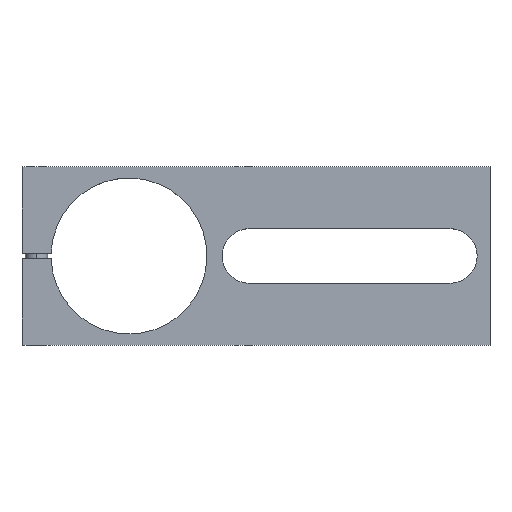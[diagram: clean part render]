
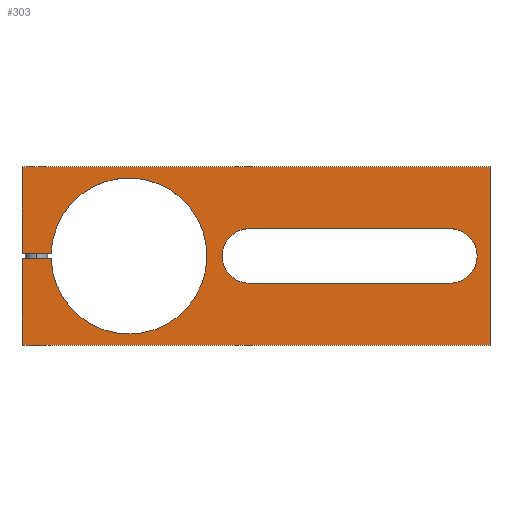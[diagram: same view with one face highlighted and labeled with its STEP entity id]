
A CAD part, top view. The second image highlights one B-rep face of the part: STEP entity #303.
In plain terms, the highlighted planar face has unit normal (0, 0, 1).
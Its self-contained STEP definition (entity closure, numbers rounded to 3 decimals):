
#303=ADVANCED_FACE('',(#725,#726),#727,.T.);
#353=EDGE_CURVE('',#553,#493,#781,.T.);
#357=EDGE_CURVE('',#575,#565,#787,.T.);
#361=EDGE_CURVE('',#387,#465,#791,.T.);
#373=EDGE_CURVE('',#399,#387,#803,.T.);
#387=VERTEX_POINT('',#819);
#395=EDGE_CURVE('',#533,#399,#827,.T.);
#399=VERTEX_POINT('',#831);
#405=EDGE_CURVE('',#421,#473,#838,.T.);
#413=VERTEX_POINT('',#848);
#421=VERTEX_POINT('',#857);
#425=EDGE_CURVE('',#437,#421,#862,.T.);
#433=EDGE_CURVE('',#413,#437,#870,.T.);
#437=VERTEX_POINT('',#874);
#459=EDGE_CURVE('',#473,#413,#897,.T.);
#465=VERTEX_POINT('',#903);
#473=VERTEX_POINT('',#912);
#489=EDGE_CURVE('',#493,#533,#929,.T.);
#493=VERTEX_POINT('',#933);
#509=VERTEX_POINT('',#954);
#533=VERTEX_POINT('',#979);
#553=VERTEX_POINT('',#1001);
#555=EDGE_CURVE('',#565,#553,#1003,.T.);
#565=VERTEX_POINT('',#1013);
#569=EDGE_CURVE('',#465,#509,#1018,.T.);
#573=EDGE_CURVE('',#509,#575,#1022,.T.);
#575=VERTEX_POINT('',#1024);
#725=FACE_BOUND('',#1210,.T.);
#726=FACE_OUTER_BOUND('',#1211,.T.);
#727=PLANE('',#1212);
#781=LINE('',#1294,#1295);
#787=LINE('',#1302,#1303);
#791=CIRCLE('',#1308,35.0);
#803=LINE('',#1337,#1338);
#819=CARTESIAN_POINT('',(-34.978,-1.25,16.0));
#827=LINE('',#1379,#1380);
#831=CARTESIAN_POINT('',(-48.0,-1.25,16.0));
#838=LINE('',#1395,#1396);
#848=CARTESIAN_POINT('',(54.0,12.25,16.0));
#857=CARTESIAN_POINT('',(144.0,-12.25,16.0));
#862=CIRCLE('',#1422,12.25);
#870=LINE('',#1435,#1436);
#874=CARTESIAN_POINT('',(144.0,12.25,16.0));
#897=CIRCLE('',#1477,12.25);
#903=CARTESIAN_POINT('',(34.978,-1.25,16.0));
#912=CARTESIAN_POINT('',(54.0,-12.25,16.0));
#929=LINE('',#1523,#1524);
#933=CARTESIAN_POINT('',(162.0,-40.,16.0));
#954=CARTESIAN_POINT('',(-34.978,1.25,16.0));
#979=CARTESIAN_POINT('',(-48.0,-40.0,16.0));
#1001=CARTESIAN_POINT('',(162.0,40.,16.0));
#1003=LINE('',#1627,#1628);
#1013=CARTESIAN_POINT('',(-48.0,40.,16.0));
#1018=CIRCLE('',#1648,35.0);
#1022=LINE('',#1663,#1664);
#1024=CARTESIAN_POINT('',(-48.0,1.25,16.0));
#1210=EDGE_LOOP('',(#1833,#1834,#1835,#1836));
#1211=EDGE_LOOP('',(#1837,#1838,#1839,#1840,#1841,#1842,#1843,#1844,#1845));
#1212=AXIS2_PLACEMENT_3D('',#1846,#1847,#1848);
#1294=CARTESIAN_POINT('',(162.0,-40.,16.0));
#1295=VECTOR('',#1898,1.0);
#1302=CARTESIAN_POINT('',(-48.0,40.,16.0));
#1303=VECTOR('',#1910,1.0);
#1308=AXIS2_PLACEMENT_3D('',#1911,#1912,#1913);
#1337=CARTESIAN_POINT('',(-34.978,-1.25,16.0));
#1338=VECTOR('',#1922,1.0);
#1379=CARTESIAN_POINT('',(-48.0,-1.25,16.0));
#1380=VECTOR('',#1942,1.0);
#1395=CARTESIAN_POINT('',(91.176,-12.25,16.0));
#1396=VECTOR('',#1955,1.0);
#1422=AXIS2_PLACEMENT_3D('',#1991,#1992,#1993);
#1435=CARTESIAN_POINT('',(46.176,12.25,16.0));
#1436=VECTOR('',#1996,1.0);
#1477=AXIS2_PLACEMENT_3D('',#2019,#2020,#2021);
#1523=CARTESIAN_POINT('',(-48.0,-40.0,16.0));
#1524=VECTOR('',#2047,1.0);
#1627=CARTESIAN_POINT('',(162.0,40.,16.0));
#1628=VECTOR('',#2129,1.0);
#1648=AXIS2_PLACEMENT_3D('',#2140,#2141,#2142);
#1663=CARTESIAN_POINT('',(-48.0,1.25,16.0));
#1664=VECTOR('',#2143,1.0);
#1833=ORIENTED_EDGE('',*,*,#459,.T.);
#1834=ORIENTED_EDGE('',*,*,#433,.T.);
#1835=ORIENTED_EDGE('',*,*,#425,.T.);
#1836=ORIENTED_EDGE('',*,*,#405,.T.);
#1837=ORIENTED_EDGE('',*,*,#489,.F.);
#1838=ORIENTED_EDGE('',*,*,#353,.F.);
#1839=ORIENTED_EDGE('',*,*,#555,.F.);
#1840=ORIENTED_EDGE('',*,*,#357,.F.);
#1841=ORIENTED_EDGE('',*,*,#573,.F.);
#1842=ORIENTED_EDGE('',*,*,#569,.F.);
#1843=ORIENTED_EDGE('',*,*,#361,.F.);
#1844=ORIENTED_EDGE('',*,*,#373,.F.);
#1845=ORIENTED_EDGE('',*,*,#395,.F.);
#1846=CARTESIAN_POINT('',(38.352,0.,16.0));
#1847=DIRECTION('',(0.0,0.0,1.0));
#1848=DIRECTION('',(1.0,0.0,0.0));
#1898=DIRECTION('',(0.0,-1.0,0.0));
#1910=DIRECTION('',(0.0,1.0,0.0));
#1911=CARTESIAN_POINT('',(0.0,0.,16.0));
#1912=DIRECTION('',(0.0,0.0,1.0));
#1913=DIRECTION('',(-0.999,0.036,0.0));
#1922=DIRECTION('',(1.0,0.0,0.0));
#1942=DIRECTION('',(0.0,1.0,0.0));
#1955=DIRECTION('',(-1.0,0.0,0.0));
#1991=CARTESIAN_POINT('',(144.0,0.,16.0));
#1992=DIRECTION('',(0.0,0.0,-1.0));
#1993=DIRECTION('',(0.,1.0,0.0));
#1996=DIRECTION('',(1.0,0.0,0.0));
#2019=CARTESIAN_POINT('',(54.0,0.,16.0));
#2020=DIRECTION('',(0.0,0.0,-1.0));
#2021=DIRECTION('',(0.0,-1.0,0.0));
#2047=DIRECTION('',(-1.0,0.0,0.0));
#2129=DIRECTION('',(1.0,0.0,0.0));
#2140=CARTESIAN_POINT('',(0.0,0.,16.0));
#2141=DIRECTION('',(0.0,0.0,1.0));
#2142=DIRECTION('',(-0.999,0.036,0.0));
#2143=DIRECTION('',(-1.0,0.0,0.0));
